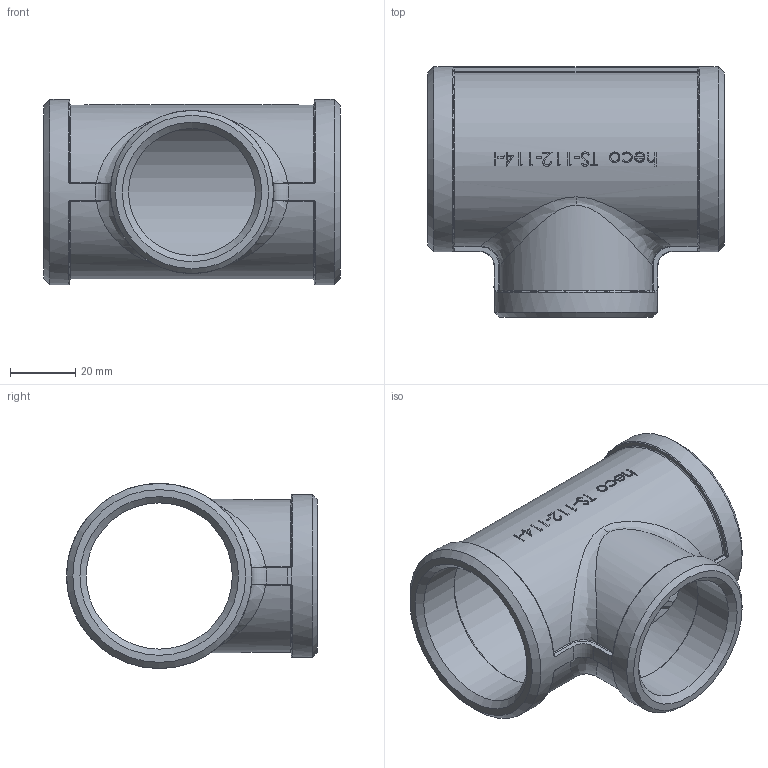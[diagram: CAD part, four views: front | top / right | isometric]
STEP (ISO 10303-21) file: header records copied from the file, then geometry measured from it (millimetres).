
FILE_DESCRIPTION (( 'STEP AP214' ), '1' );
FILE_NAME ('heco_TS-112-114-I.STEP', '2015-10-29T14:08:18', ( 'test' ), ( '' ), 'SwSTEP 2.0', 'SolidWorks 2011', '' );
FILE_SCHEMA (( 'AUTOMOTIVE_DESIGN' ));
Length unit declared in the file: millimetre
Products named in the file (1): heco_TS-112-114-I
Bounding box: 91 x 76.9 x 56.8 mm (x, y, z)
Volume: 58945.3 mm3; surface area: 36543.4 mm2
Topology: 1 solids, 1 shells, 272 faces, 682 edges, 430 vertices
Faces by surface type: bspline 94, plane 87, cylinder 56, torus 14, sphere 12, cone 9
Full cylindrical faces by diameter (mm): 38.952 x1, 42.2 x1, 44.845 x2, 48.7 x1, 50 x1, 56.8 x1
Entity records: 21170 total; most frequent: CARTESIAN_POINT 12554, ORIENTED_EDGE 1310, DIRECTION 849, EDGE_CURVE 655, VERTEX_POINT 424, AXIS2_PLACEMENT_3D 330, B_SPLINE_CURVE_WITH_KNOTS 315, EDGE_LOOP 315
